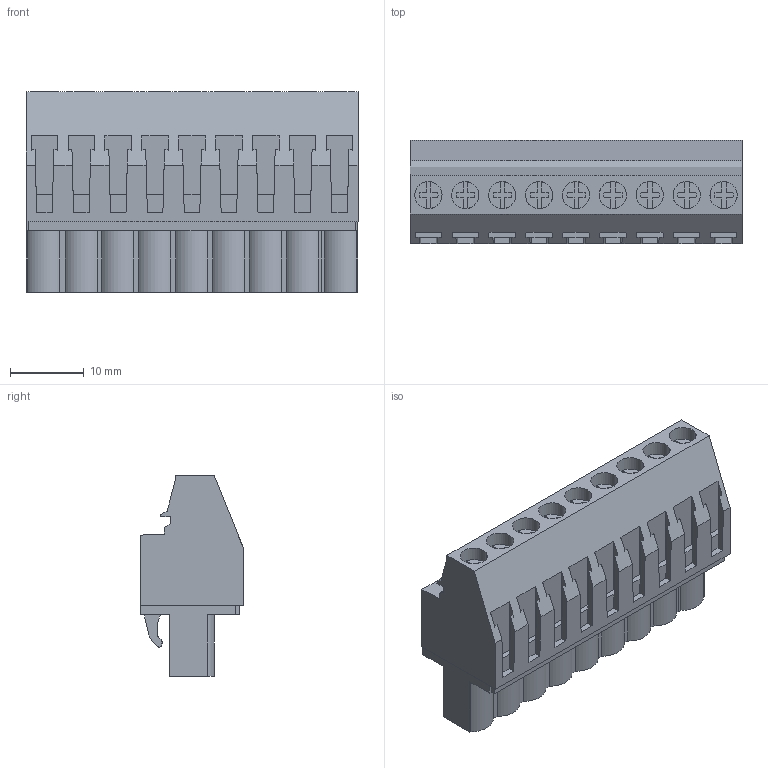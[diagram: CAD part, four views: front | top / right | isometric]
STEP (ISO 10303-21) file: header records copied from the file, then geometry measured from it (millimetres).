
FILE_DESCRIPTION(('CATIA V5 STEP Exchange','CAx-IF Rec.Pracs.--- Model Styling and Organization---1.2---2011-12-15'),'2;1');
FILE_NAME ('D1460420_0_1958190000_1958190000.stp','2017-09-20T13:04:22+00:00',('none'),('Weidmueller'),'CATIA Version 5-6 Release 2014','CATIA V5 STEP AP214','none');
FILE_SCHEMA(('AUTOMOTIVE_DESIGN { 1 0 10303 214 1 1 1 1 }'));
Length unit declared in the file: millimetre
Products named in the file (1): 1958190000
Bounding box: 45 x 14.05 x 27.2 mm (x, y, z)
Volume: 10261.5 mm3; surface area: 6169.5 mm2
Topology: 10 solids, 10 shells, 590 faces, 1635 edges, 1102 vertices
Faces by surface type: plane 501, cylinder 79, extrusion 10
Entity records: 17542 total; most frequent: CARTESIAN_POINT 3311, ORIENTED_EDGE 3270, DIRECTION 2333, EDGE_CURVE 1635, VECTOR 1421, LINE 1411, VERTEX_POINT 1102, EDGE_LOOP 627
